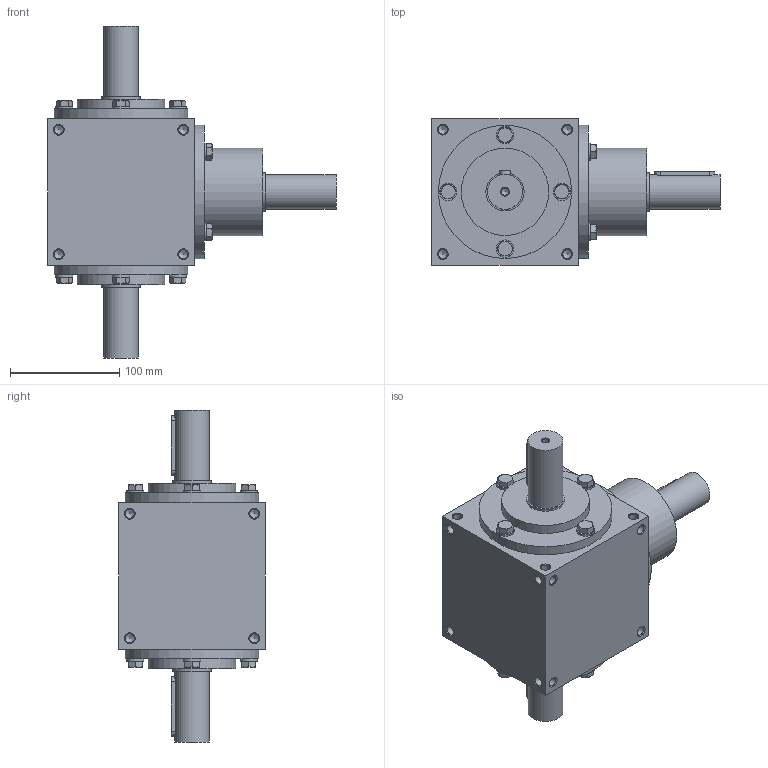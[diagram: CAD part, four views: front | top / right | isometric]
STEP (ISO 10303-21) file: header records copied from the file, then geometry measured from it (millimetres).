
FILE_DESCRIPTION(/* description */ ('STEP AP203'),/* implementation_level */ '2;1');
FILE_NAME(/* name */ 'RP134_S1_R.1_1',/* time_stamp */ '2023-01-09T10:40:26+01:00',/* author */ ('License CC BY-ND 4.0'),/* organization */ ('CADENAS'),/* preprocessor_version */ 'ST-DEVELOPER v18.102',/* originating_system */ 'PARTsolutions',/* authorisation */ ' ');
FILE_SCHEMA (('CONFIG_CONTROL_DESIGN'));
Length unit declared in the file: millimetre
Products named in the file (5): RP134_S1_R.1/1; RS134-proshaft; RC_RR134-screw; RR134-shaft; RP1341-case
Assembly tree (16 placements, depth 2):
  RP134_S1_R.1/1
    RS134-proshaft  x2
    RC_RR134-screw  x12
    RR134-shaft
    RP1341-case
Bounding box: 264 x 134 x 304 mm (x, y, z)
Volume: 3230606.8 mm3; surface area: 236583.1 mm2
Topology: 16 solids, 16 shells, 348 faces, 851 edges, 528 vertices
Faces by surface type: plane 139, cone 126, cylinder 83
Full cylindrical faces by diameter (mm): 6.647 x3, 8.376 x48, 16 x12, 32 x3, 35 x5, 80 x3, 122 x3
Entity records: 4406 total; most frequent: DIRECTION 812, CARTESIAN_POINT 746, ORIENTED_EDGE 532, AXIS2_PLACEMENT_3D 386, FACE_BOUND 314, EDGE_LOOP 288, EDGE_CURVE 266, VERTEX_POINT 236
